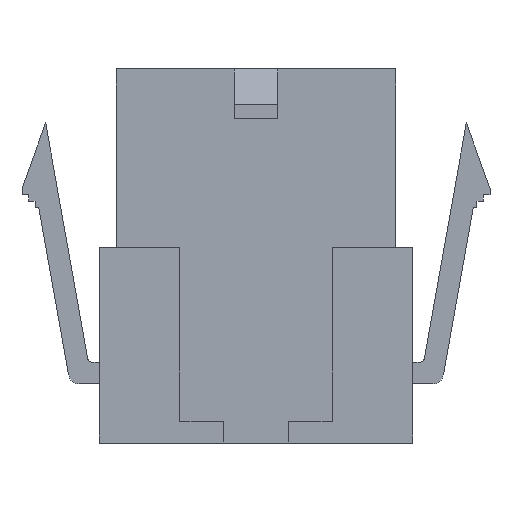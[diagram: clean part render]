
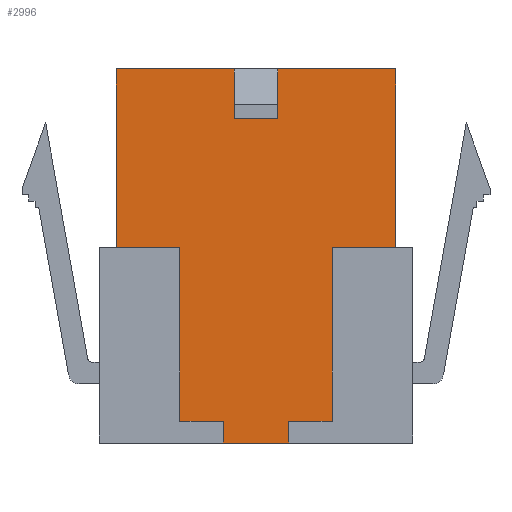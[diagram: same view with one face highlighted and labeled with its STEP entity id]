
A CAD part, front view. The second image highlights one B-rep face of the part: STEP entity #2996.
In plain terms, the highlighted planar face has unit normal (0, -1, 0).
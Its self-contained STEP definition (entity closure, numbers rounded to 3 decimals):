
#13 = EDGE_LOOP ( 'NONE', ( #4898, #3035, #1160, #3178, #2818, #1888, #1311, #4771, #2211, #1871, #942, #4899, #2392, #4730, #3626, #2762 ) ) ;
#14 = CARTESIAN_POINT ( 'NONE',  ( 11.8, -3.45, 9. ) ) ;
#40 = VERTEX_POINT ( 'NONE', #2778 ) ;
#47 = VERTEX_POINT ( 'NONE', #4630 ) ;
#52 = EDGE_CURVE ( 'NONE', #4230, #5551, #2291, .T. ) ;
#103 = EDGE_CURVE ( 'NONE', #5754, #3777, #2322, .T. ) ;
#174 = VECTOR ( 'NONE', #1881, 1000. ) ;
#225 = CARTESIAN_POINT ( 'NONE',  ( -6.425, -3.45, 17.2 ) ) ;
#294 = AXIS2_PLACEMENT_3D ( 'NONE', #3408, #3927, #526 ) ;
#338 = CARTESIAN_POINT ( 'NONE',  ( -1.5, -3.45, 1. ) ) ;
#340 = VECTOR ( 'NONE', #951, 1000. ) ;
#367 = EDGE_CURVE ( 'NONE', #5551, #5782, #2192, .T. ) ;
#416 = VERTEX_POINT ( 'NONE', #225 ) ;
#515 = LINE ( 'NONE', #2262, #4507 ) ;
#518 = CARTESIAN_POINT ( 'NONE',  ( 0.99, -3.45, 17.2 ) ) ;
#526 = DIRECTION ( 'NONE',  ( 0., 0., 1. ) ) ;
#598 = LINE ( 'NONE', #648, #1349 ) ;
#611 = LINE ( 'NONE', #4001, #1941 ) ;
#629 = VERTEX_POINT ( 'NONE', #2864 ) ;
#640 = PLANE ( 'NONE',  #294 ) ;
#648 = CARTESIAN_POINT ( 'NONE',  ( -0.99, -3.45, 17.2 ) ) ;
#754 = VERTEX_POINT ( 'NONE', #5508 ) ;
#853 = VECTOR ( 'NONE', #3904, 1000. ) ;
#899 = CARTESIAN_POINT ( 'NONE',  ( -3.5, -3.45, 9. ) ) ;
#902 = CARTESIAN_POINT ( 'NONE',  ( 3.5, -3.45, 1. ) ) ;
#919 = VERTEX_POINT ( 'NONE', #338 ) ;
#939 = VECTOR ( 'NONE', #3253, 1000. ) ;
#942 = ORIENTED_EDGE ( 'NONE', *, *, #5840, .T. ) ;
#951 = DIRECTION ( 'NONE',  ( 1., 0., 0. ) ) ;
#997 = VECTOR ( 'NONE', #4192, 1000. ) ;
#1051 = DIRECTION ( 'NONE',  ( 0., 0., 1. ) ) ;
#1079 = CARTESIAN_POINT ( 'NONE',  ( -3.5, -3.45, 1. ) ) ;
#1160 = ORIENTED_EDGE ( 'NONE', *, *, #3875, .F. ) ;
#1199 = EDGE_CURVE ( 'NONE', #4222, #919, #5972, .T. ) ;
#1311 = ORIENTED_EDGE ( 'NONE', *, *, #4374, .F. ) ;
#1328 = EDGE_CURVE ( 'NONE', #416, #40, #515, .T. ) ;
#1349 = VECTOR ( 'NONE', #1051, 1000. ) ;
#1370 = DIRECTION ( 'NONE',  ( 0., 0., 1. ) ) ;
#1569 = CARTESIAN_POINT ( 'NONE',  ( -3.5, -3.45, 9. ) ) ;
#1617 = CARTESIAN_POINT ( 'NONE',  ( 1.5, -3.45, 1. ) ) ;
#1619 = CARTESIAN_POINT ( 'NONE',  ( 0.99, -3.45, 14.9 ) ) ;
#1628 = DIRECTION ( 'NONE',  ( 1., 0., 0. ) ) ;
#1643 = EDGE_CURVE ( 'NONE', #5754, #5782, #6057, .T. ) ;
#1751 = VERTEX_POINT ( 'NONE', #902 ) ;
#1814 = DIRECTION ( 'NONE',  ( 0., 0., -1. ) ) ;
#1845 = VECTOR ( 'NONE', #1370, 1000. ) ;
#1846 = LINE ( 'NONE', #3721, #174 ) ;
#1871 = ORIENTED_EDGE ( 'NONE', *, *, #3608, .F. ) ;
#1878 = VECTOR ( 'NONE', #6030, 1000. ) ;
#1881 = DIRECTION ( 'NONE',  ( 1., 0., 0. ) ) ;
#1888 = ORIENTED_EDGE ( 'NONE', *, *, #1328, .T. ) ;
#1903 = CARTESIAN_POINT ( 'NONE',  ( -9., -3.45, 17.2 ) ) ;
#1927 = VECTOR ( 'NONE', #4986, 1000. ) ;
#1941 = VECTOR ( 'NONE', #5873, 1000. ) ;
#2182 = LINE ( 'NONE', #4053, #4979 ) ;
#2192 = LINE ( 'NONE', #3568, #1927 ) ;
#2211 = ORIENTED_EDGE ( 'NONE', *, *, #1199, .T. ) ;
#2230 = CARTESIAN_POINT ( 'NONE',  ( -6.927, -3.45, 1. ) ) ;
#2262 = CARTESIAN_POINT ( 'NONE',  ( -6.425, -3.45, 9. ) ) ;
#2283 = DIRECTION ( 'NONE',  ( 0., 0., 1. ) ) ;
#2291 = LINE ( 'NONE', #4159, #1878 ) ;
#2322 = LINE ( 'NONE', #14, #997 ) ;
#2332 = VECTOR ( 'NONE', #1814, 1000. ) ;
#2369 = LINE ( 'NONE', #1903, #340 ) ;
#2392 = ORIENTED_EDGE ( 'NONE', *, *, #3433, .T. ) ;
#2440 = LINE ( 'NONE', #4890, #853 ) ;
#2593 = EDGE_CURVE ( 'NONE', #416, #47, #2369, .T. ) ;
#2615 = VECTOR ( 'NONE', #2283, 1000. ) ;
#2746 = CARTESIAN_POINT ( 'NONE',  ( 6.425, -3.45, 9. ) ) ;
#2762 = ORIENTED_EDGE ( 'NONE', *, *, #1643, .T. ) ;
#2778 = CARTESIAN_POINT ( 'NONE',  ( -6.425, -3.45, 9. ) ) ;
#2818 = ORIENTED_EDGE ( 'NONE', *, *, #2593, .F. ) ;
#2851 = CARTESIAN_POINT ( 'NONE',  ( -1.5, -3.45, 0. ) ) ;
#2857 = FACE_OUTER_BOUND ( 'NONE', #13, .T. ) ;
#2864 = CARTESIAN_POINT ( 'NONE',  ( -0.99, -3.45, 14.9 ) ) ;
#2996 = ADVANCED_FACE ( 'NONE', ( #2857 ), #640, .F. ) ;
#3030 = VERTEX_POINT ( 'NONE', #1617 ) ;
#3035 = ORIENTED_EDGE ( 'NONE', *, *, #52, .F. ) ;
#3138 = CARTESIAN_POINT ( 'NONE',  ( -6.927, -3.45, 1. ) ) ;
#3178 = ORIENTED_EDGE ( 'NONE', *, *, #5975, .T. ) ;
#3220 = CARTESIAN_POINT ( 'NONE',  ( 29.8, -3.45, 9. ) ) ;
#3253 = DIRECTION ( 'NONE',  ( -1., 0., 0. ) ) ;
#3326 = LINE ( 'NONE', #899, #2332 ) ;
#3405 = EDGE_CURVE ( 'NONE', #1751, #3777, #611, .T. ) ;
#3408 = CARTESIAN_POINT ( 'NONE',  ( 11.8, -3.45, 9. ) ) ;
#3433 = EDGE_CURVE ( 'NONE', #3030, #1751, #5472, .T. ) ;
#3568 = CARTESIAN_POINT ( 'NONE',  ( -9., -3.45, 17.2 ) ) ;
#3608 = EDGE_CURVE ( 'NONE', #4492, #919, #5110, .T. ) ;
#3626 = ORIENTED_EDGE ( 'NONE', *, *, #103, .F. ) ;
#3721 = CARTESIAN_POINT ( 'NONE',  ( -9., -3.45, 0. ) ) ;
#3777 = VERTEX_POINT ( 'NONE', #3936 ) ;
#3819 = CARTESIAN_POINT ( 'NONE',  ( 6.425, -3.45, 9. ) ) ;
#3875 = EDGE_CURVE ( 'NONE', #629, #4230, #2182, .T. ) ;
#3904 = DIRECTION ( 'NONE',  ( 0., 0., 1. ) ) ;
#3927 = DIRECTION ( 'NONE',  ( 0., 1., 0. ) ) ;
#3936 = CARTESIAN_POINT ( 'NONE',  ( 3.5, -3.45, 9. ) ) ;
#4001 = CARTESIAN_POINT ( 'NONE',  ( 3.5, -3.45, 9. ) ) ;
#4053 = CARTESIAN_POINT ( 'NONE',  ( -3.409, -3.45, 14.9 ) ) ;
#4159 = CARTESIAN_POINT ( 'NONE',  ( 0.99, -3.45, 17.2 ) ) ;
#4192 = DIRECTION ( 'NONE',  ( -1., 0., 0. ) ) ;
#4211 = VERTEX_POINT ( 'NONE', #1569 ) ;
#4222 = VERTEX_POINT ( 'NONE', #1079 ) ;
#4230 = VERTEX_POINT ( 'NONE', #1619 ) ;
#4374 = EDGE_CURVE ( 'NONE', #4211, #40, #4667, .T. ) ;
#4492 = VERTEX_POINT ( 'NONE', #2851 ) ;
#4507 = VECTOR ( 'NONE', #4662, 1000. ) ;
#4630 = CARTESIAN_POINT ( 'NONE',  ( -0.99, -3.45, 17.2 ) ) ;
#4662 = DIRECTION ( 'NONE',  ( 0., 0., -1. ) ) ;
#4667 = LINE ( 'NONE', #3220, #939 ) ;
#4730 = ORIENTED_EDGE ( 'NONE', *, *, #3405, .T. ) ;
#4771 = ORIENTED_EDGE ( 'NONE', *, *, #5726, .T. ) ;
#4890 = CARTESIAN_POINT ( 'NONE',  ( 1.5, -3.45, -24. ) ) ;
#4898 = ORIENTED_EDGE ( 'NONE', *, *, #367, .F. ) ;
#4899 = ORIENTED_EDGE ( 'NONE', *, *, #5916, .T. ) ;
#4935 = DIRECTION ( 'NONE',  ( 1., 0., 0. ) ) ;
#4979 = VECTOR ( 'NONE', #1628, 1000. ) ;
#4986 = DIRECTION ( 'NONE',  ( 1., 0., 0. ) ) ;
#5110 = LINE ( 'NONE', #5202, #2615 ) ;
#5167 = CARTESIAN_POINT ( 'NONE',  ( 6.425, -3.45, 17.2 ) ) ;
#5202 = CARTESIAN_POINT ( 'NONE',  ( -1.5, -3.45, -24. ) ) ;
#5298 = VECTOR ( 'NONE', #4935, 1000. ) ;
#5472 = LINE ( 'NONE', #3138, #5666 ) ;
#5508 = CARTESIAN_POINT ( 'NONE',  ( 1.5, -3.45, 0. ) ) ;
#5551 = VERTEX_POINT ( 'NONE', #518 ) ;
#5666 = VECTOR ( 'NONE', #5928, 1000. ) ;
#5726 = EDGE_CURVE ( 'NONE', #4211, #4222, #3326, .T. ) ;
#5754 = VERTEX_POINT ( 'NONE', #3819 ) ;
#5782 = VERTEX_POINT ( 'NONE', #5167 ) ;
#5840 = EDGE_CURVE ( 'NONE', #4492, #754, #1846, .T. ) ;
#5873 = DIRECTION ( 'NONE',  ( 0., 0., 1. ) ) ;
#5916 = EDGE_CURVE ( 'NONE', #754, #3030, #2440, .T. ) ;
#5928 = DIRECTION ( 'NONE',  ( 1., 0., 0. ) ) ;
#5972 = LINE ( 'NONE', #2230, #5298 ) ;
#5975 = EDGE_CURVE ( 'NONE', #629, #47, #598, .T. ) ;
#6030 = DIRECTION ( 'NONE',  ( 0., 0., 1. ) ) ;
#6057 = LINE ( 'NONE', #2746, #1845 ) ;
